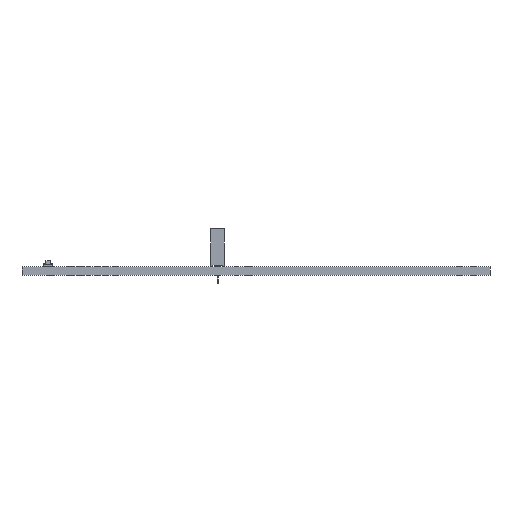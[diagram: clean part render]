
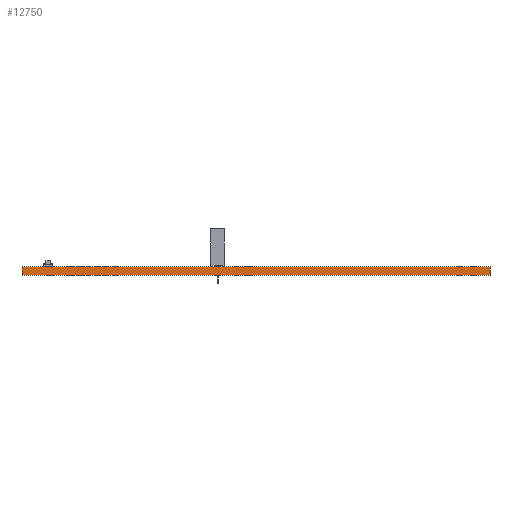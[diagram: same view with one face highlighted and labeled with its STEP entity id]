
A CAD part, front view. The second image highlights one B-rep face of the part: STEP entity #12750.
In plain terms, the highlighted planar face has unit normal (0, -1, 0).
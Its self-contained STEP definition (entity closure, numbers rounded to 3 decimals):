
#12569 = PLANE('',#12570);
#12570 = AXIS2_PLACEMENT_3D('',#12571,#12572,#12573);
#12571 = CARTESIAN_POINT('',(105.251,-59.504,0.));
#12572 = DIRECTION('',(1.,0.,-0.));
#12573 = DIRECTION('',(0.,-1.,0.));
#12594 = VERTEX_POINT('',#12595);
#12595 = CARTESIAN_POINT('',(105.251,-150.504,1.6));
#12609 = PLANE('',#12610);
#12610 = AXIS2_PLACEMENT_3D('',#12611,#12612,#12613);
#12611 = CARTESIAN_POINT('',(148.501,-105.004,1.6));
#12612 = DIRECTION('',(0.,0.,1.));
#12613 = DIRECTION('',(1.,0.,-0.));
#12621 = EDGE_CURVE('',#12622,#12594,#12624,.T.);
#12622 = VERTEX_POINT('',#12623);
#12623 = CARTESIAN_POINT('',(105.251,-150.504,0.));
#12624 = SURFACE_CURVE('',#12625,(#12629,#12636),.PCURVE_S1.);
#12625 = LINE('',#12626,#12627);
#12626 = CARTESIAN_POINT('',(105.251,-150.504,0.));
#12627 = VECTOR('',#12628,1.);
#12628 = DIRECTION('',(0.,0.,1.));
#12629 = PCURVE('',#12569,#12630);
#12630 = DEFINITIONAL_REPRESENTATION('',(#12631),#12635);
#12631 = LINE('',#12632,#12633);
#12632 = CARTESIAN_POINT('',(91.,0.));
#12633 = VECTOR('',#12634,1.);
#12634 = DIRECTION('',(0.,-1.));
#12635 = ( GEOMETRIC_REPRESENTATION_CONTEXT(2) 
PARAMETRIC_REPRESENTATION_CONTEXT() REPRESENTATION_CONTEXT('2D SPACE',''
  ) );
#12636 = PCURVE('',#12637,#12642);
#12637 = PLANE('',#12638);
#12638 = AXIS2_PLACEMENT_3D('',#12639,#12640,#12641);
#12639 = CARTESIAN_POINT('',(105.251,-150.504,0.));
#12640 = DIRECTION('',(0.,1.,0.));
#12641 = DIRECTION('',(1.,0.,0.));
#12642 = DEFINITIONAL_REPRESENTATION('',(#12643),#12647);
#12643 = LINE('',#12644,#12645);
#12644 = CARTESIAN_POINT('',(0.,0.));
#12645 = VECTOR('',#12646,1.);
#12646 = DIRECTION('',(0.,-1.));
#12647 = ( GEOMETRIC_REPRESENTATION_CONTEXT(2) 
PARAMETRIC_REPRESENTATION_CONTEXT() REPRESENTATION_CONTEXT('2D SPACE',''
  ) );
#12663 = PLANE('',#12664);
#12664 = AXIS2_PLACEMENT_3D('',#12665,#12666,#12667);
#12665 = CARTESIAN_POINT('',(148.501,-105.004,0.));
#12666 = DIRECTION('',(0.,0.,1.));
#12667 = DIRECTION('',(1.,0.,-0.));
#12696 = PLANE('',#12697);
#12697 = AXIS2_PLACEMENT_3D('',#12698,#12699,#12700);
#12698 = CARTESIAN_POINT('',(191.751,-150.504,0.));
#12699 = DIRECTION('',(-1.,0.,0.));
#12700 = DIRECTION('',(0.,1.,0.));
#12750 = ADVANCED_FACE('',(#12751),#12637,.F.);
#12751 = FACE_BOUND('',#12752,.F.);
#12752 = EDGE_LOOP('',(#12753,#12754,#12777,#12800));
#12753 = ORIENTED_EDGE('',*,*,#12621,.T.);
#12754 = ORIENTED_EDGE('',*,*,#12755,.T.);
#12755 = EDGE_CURVE('',#12594,#12756,#12758,.T.);
#12756 = VERTEX_POINT('',#12757);
#12757 = CARTESIAN_POINT('',(191.751,-150.504,1.6));
#12758 = SURFACE_CURVE('',#12759,(#12763,#12770),.PCURVE_S1.);
#12759 = LINE('',#12760,#12761);
#12760 = CARTESIAN_POINT('',(105.251,-150.504,1.6));
#12761 = VECTOR('',#12762,1.);
#12762 = DIRECTION('',(1.,0.,0.));
#12763 = PCURVE('',#12637,#12764);
#12764 = DEFINITIONAL_REPRESENTATION('',(#12765),#12769);
#12765 = LINE('',#12766,#12767);
#12766 = CARTESIAN_POINT('',(0.,-1.6));
#12767 = VECTOR('',#12768,1.);
#12768 = DIRECTION('',(1.,0.));
#12769 = ( GEOMETRIC_REPRESENTATION_CONTEXT(2) 
PARAMETRIC_REPRESENTATION_CONTEXT() REPRESENTATION_CONTEXT('2D SPACE',''
  ) );
#12770 = PCURVE('',#12609,#12771);
#12771 = DEFINITIONAL_REPRESENTATION('',(#12772),#12776);
#12772 = LINE('',#12773,#12774);
#12773 = CARTESIAN_POINT('',(-43.25,-45.5));
#12774 = VECTOR('',#12775,1.);
#12775 = DIRECTION('',(1.,0.));
#12776 = ( GEOMETRIC_REPRESENTATION_CONTEXT(2) 
PARAMETRIC_REPRESENTATION_CONTEXT() REPRESENTATION_CONTEXT('2D SPACE',''
  ) );
#12777 = ORIENTED_EDGE('',*,*,#12778,.F.);
#12778 = EDGE_CURVE('',#12779,#12756,#12781,.T.);
#12779 = VERTEX_POINT('',#12780);
#12780 = CARTESIAN_POINT('',(191.751,-150.504,0.));
#12781 = SURFACE_CURVE('',#12782,(#12786,#12793),.PCURVE_S1.);
#12782 = LINE('',#12783,#12784);
#12783 = CARTESIAN_POINT('',(191.751,-150.504,0.));
#12784 = VECTOR('',#12785,1.);
#12785 = DIRECTION('',(0.,0.,1.));
#12786 = PCURVE('',#12637,#12787);
#12787 = DEFINITIONAL_REPRESENTATION('',(#12788),#12792);
#12788 = LINE('',#12789,#12790);
#12789 = CARTESIAN_POINT('',(86.5,0.));
#12790 = VECTOR('',#12791,1.);
#12791 = DIRECTION('',(0.,-1.));
#12792 = ( GEOMETRIC_REPRESENTATION_CONTEXT(2) 
PARAMETRIC_REPRESENTATION_CONTEXT() REPRESENTATION_CONTEXT('2D SPACE',''
  ) );
#12793 = PCURVE('',#12696,#12794);
#12794 = DEFINITIONAL_REPRESENTATION('',(#12795),#12799);
#12795 = LINE('',#12796,#12797);
#12796 = CARTESIAN_POINT('',(0.,0.));
#12797 = VECTOR('',#12798,1.);
#12798 = DIRECTION('',(0.,-1.));
#12799 = ( GEOMETRIC_REPRESENTATION_CONTEXT(2) 
PARAMETRIC_REPRESENTATION_CONTEXT() REPRESENTATION_CONTEXT('2D SPACE',''
  ) );
#12800 = ORIENTED_EDGE('',*,*,#12801,.F.);
#12801 = EDGE_CURVE('',#12622,#12779,#12802,.T.);
#12802 = SURFACE_CURVE('',#12803,(#12807,#12814),.PCURVE_S1.);
#12803 = LINE('',#12804,#12805);
#12804 = CARTESIAN_POINT('',(105.251,-150.504,0.));
#12805 = VECTOR('',#12806,1.);
#12806 = DIRECTION('',(1.,0.,0.));
#12807 = PCURVE('',#12637,#12808);
#12808 = DEFINITIONAL_REPRESENTATION('',(#12809),#12813);
#12809 = LINE('',#12810,#12811);
#12810 = CARTESIAN_POINT('',(0.,0.));
#12811 = VECTOR('',#12812,1.);
#12812 = DIRECTION('',(1.,0.));
#12813 = ( GEOMETRIC_REPRESENTATION_CONTEXT(2) 
PARAMETRIC_REPRESENTATION_CONTEXT() REPRESENTATION_CONTEXT('2D SPACE',''
  ) );
#12814 = PCURVE('',#12663,#12815);
#12815 = DEFINITIONAL_REPRESENTATION('',(#12816),#12820);
#12816 = LINE('',#12817,#12818);
#12817 = CARTESIAN_POINT('',(-43.25,-45.5));
#12818 = VECTOR('',#12819,1.);
#12819 = DIRECTION('',(1.,0.));
#12820 = ( GEOMETRIC_REPRESENTATION_CONTEXT(2) 
PARAMETRIC_REPRESENTATION_CONTEXT() REPRESENTATION_CONTEXT('2D SPACE',''
  ) );
